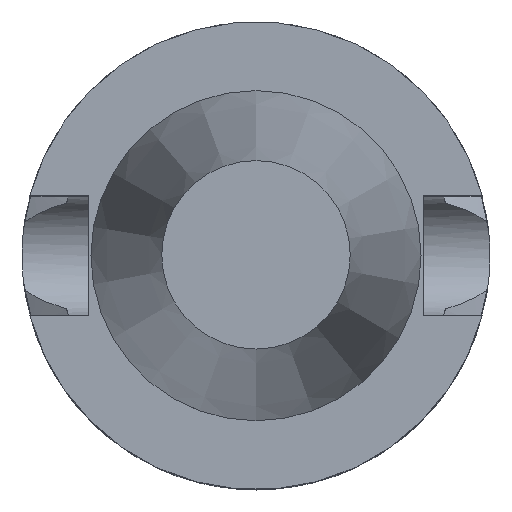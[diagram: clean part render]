
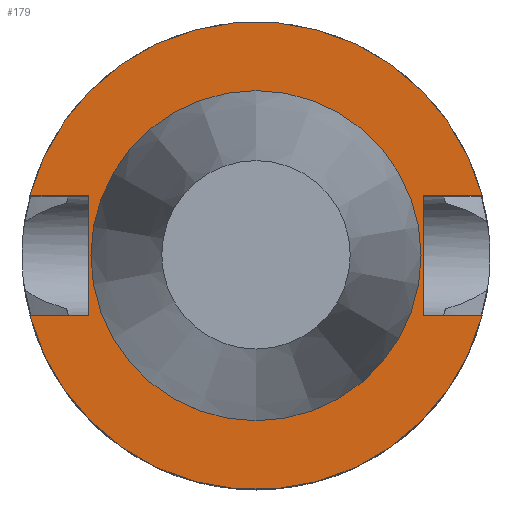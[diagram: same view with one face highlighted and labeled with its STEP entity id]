
A CAD part, top view. The second image highlights one B-rep face of the part: STEP entity #179.
In plain terms, the highlighted planar face has unit normal (0, 0, 1).
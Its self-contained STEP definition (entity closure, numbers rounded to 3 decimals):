
#122=EDGE_CURVE('240[2]',#354,#355,#356,.T.);
#147=EDGE_CURVE('240[2]',#396,#396,#397,.T.);
#179=ADVANCED_FACE('240[2]',(#444,#445),#446,.T.);
#204=EDGE_CURVE('240[2]',#481,#417,#482,.T.);
#208=EDGE_CURVE('240[2]',#354,#481,#486,.T.);
#223=EDGE_CURVE('240[2]',#503,#355,#504,.T.);
#253=EDGE_CURVE('240[2]',#542,#464,#543,.T.);
#272=EDGE_CURVE('240[2]',#417,#340,#566,.T.);
#300=EDGE_CURVE('240[2]',#542,#340,#600,.T.);
#322=EDGE_CURVE('240[2]',#464,#503,#632,.T.);
#340=VERTEX_POINT('',#641);
#354=VERTEX_POINT('',#660);
#355=VERTEX_POINT('',#661);
#356=CIRCLE('',#662,31.5);
#396=VERTEX_POINT('',#733);
#397=CIRCLE('',#734,22.225);
#417=VERTEX_POINT('',#760);
#444=FACE_OUTER_BOUND('',#804,.T.);
#445=FACE_BOUND('',#805,.T.);
#446=PLANE('',#806);
#464=VERTEX_POINT('',#840);
#481=VERTEX_POINT('',#863);
#482=LINE('',#864,#865);
#486=LINE('',#872,#873);
#503=VERTEX_POINT('',#917);
#504=LINE('',#918,#919);
#542=VERTEX_POINT('',#1005);
#543=LINE('',#1006,#1007);
#566=LINE('',#1058,#1059);
#600=CIRCLE('',#1275,31.5);
#632=LINE('',#1316,#1317);
#641=CARTESIAN_POINT('',(-30.454,-8.05,-1.0));
#660=CARTESIAN_POINT('',(-30.454,8.05,-1.0));
#661=CARTESIAN_POINT('',(30.454,8.05,-1.));
#662=AXIS2_PLACEMENT_3D('',#1329,#1330,#1331);
#733=CARTESIAN_POINT('',(0.,22.225,-1.));
#734=AXIS2_PLACEMENT_3D('',#1365,#1366,#1367);
#760=CARTESIAN_POINT('',(-22.5,-8.05,-1.));
#804=EDGE_LOOP('',(#1415,#1416,#1417,#1418,#1419,#1420,#1421,#1422));
#805=EDGE_LOOP('',(#1423));
#806=AXIS2_PLACEMENT_3D('',#1424,#1425,#1426);
#840=CARTESIAN_POINT('',(22.5,-8.05,-1.));
#863=CARTESIAN_POINT('',(-22.5,8.05,-1.));
#864=CARTESIAN_POINT('',(-22.5,13.431,-1.));
#865=VECTOR('',#1463,1.0);
#872=CARTESIAN_POINT('',(-11.25,8.05,-1.));
#873=VECTOR('',#1465,1.0);
#917=CARTESIAN_POINT('',(22.5,8.05,-1.));
#918=CARTESIAN_POINT('',(11.25,8.05,-1.));
#919=VECTOR('',#1476,1.0);
#1005=CARTESIAN_POINT('',(30.454,-8.05,-1.));
#1006=CARTESIAN_POINT('',(11.25,-8.05,-1.0));
#1007=VECTOR('',#1536,1.0);
#1058=CARTESIAN_POINT('',(-11.25,-8.05,-1.));
#1059=VECTOR('',#1566,1.0);
#1275=AXIS2_PLACEMENT_3D('',#1595,#1596,#1597);
#1316=CARTESIAN_POINT('',(22.5,13.431,-1.));
#1317=VECTOR('',#1643,1.0);
#1329=CARTESIAN_POINT('',(0.,0.,-1.0));
#1330=DIRECTION('',(0.,0.,-1.0));
#1331=DIRECTION('',(0.,1.0,0.));
#1365=CARTESIAN_POINT('',(0.,0.,-1.0));
#1366=DIRECTION('',(0.,0.,-1.0));
#1367=DIRECTION('',(0.,1.0,0.));
#1415=ORIENTED_EDGE('',*,*,#272,.T.);
#1416=ORIENTED_EDGE('',*,*,#300,.F.);
#1417=ORIENTED_EDGE('',*,*,#253,.T.);
#1418=ORIENTED_EDGE('',*,*,#322,.T.);
#1419=ORIENTED_EDGE('',*,*,#223,.T.);
#1420=ORIENTED_EDGE('',*,*,#122,.F.);
#1421=ORIENTED_EDGE('',*,*,#208,.T.);
#1422=ORIENTED_EDGE('',*,*,#204,.T.);
#1423=ORIENTED_EDGE('',*,*,#147,.T.);
#1424=CARTESIAN_POINT('',(0.,26.863,-1.));
#1425=DIRECTION('',(0.,0.,1.0));
#1426=DIRECTION('',(1.0,0.,0.0));
#1463=DIRECTION('',(0.,-1.0,0.));
#1465=DIRECTION('',(1.0,0.,0.));
#1476=DIRECTION('',(1.0,0.,0.));
#1536=DIRECTION('',(-1.0,0.,0.));
#1566=DIRECTION('',(-1.0,0.,0.));
#1595=CARTESIAN_POINT('',(0.,0.,-1.0));
#1596=DIRECTION('',(0.,0.,-1.0));
#1597=DIRECTION('',(0.,1.0,0.));
#1643=DIRECTION('',(0.,1.0,0.));
